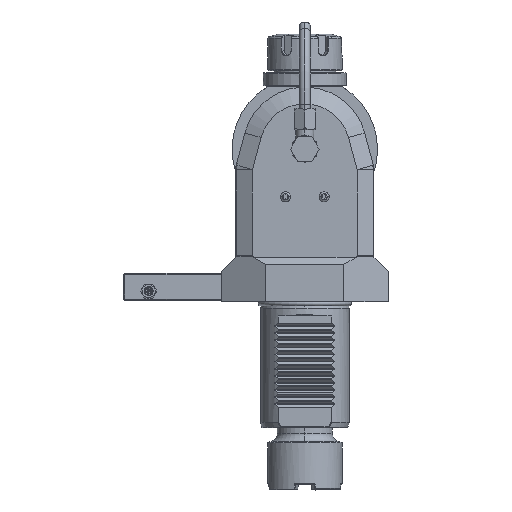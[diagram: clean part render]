
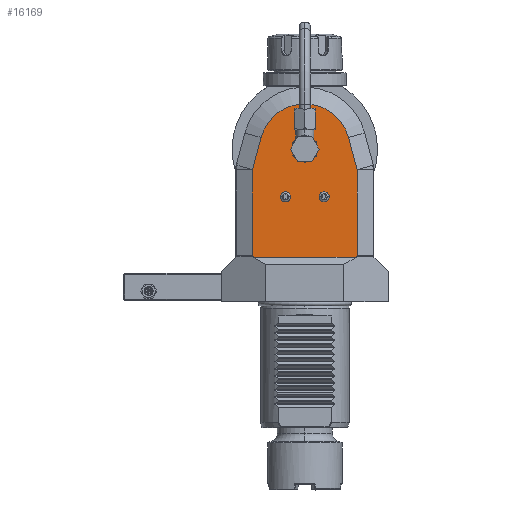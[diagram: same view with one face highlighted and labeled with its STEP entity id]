
A CAD part, top view. The second image highlights one B-rep face of the part: STEP entity #16169.
In plain terms, the highlighted planar face has unit normal (0, 0, 1).
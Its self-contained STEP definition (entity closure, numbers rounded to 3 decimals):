
#469=DIRECTION('',(0.,-1.,0.));
#470=VECTOR('',#469,0.714);
#471=CARTESIAN_POINT('',(-28.928,-60.286,40.));
#472=LINE('',#471,#470);
#481=DIRECTION('',(0.,-1.,0.));
#482=VECTOR('',#481,0.714);
#483=CARTESIAN_POINT('',(28.928,-60.286,40.));
#484=LINE('',#483,#482);
#513=DIRECTION('',(-1.,0.,0.));
#514=VECTOR('',#513,57.856);
#515=CARTESIAN_POINT('',(28.928,-61.,40.));
#516=LINE('',#515,#514);
#517=DIRECTION('',(0.894,-0.447,0.));
#518=VECTOR('',#517,0.639);
#519=CARTESIAN_POINT('',(-29.5,-60.,40.));
#520=LINE('',#519,#518);
#521=DIRECTION('',(0.,-1.,0.));
#522=VECTOR('',#521,48.363);
#523=CARTESIAN_POINT('',(-29.5,-11.637,40.));
#524=LINE('',#523,#522);
#525=CARTESIAN_POINT('',(-29.,-11.637,40.));
#526=DIRECTION('',(0.,0.,1.));
#527=DIRECTION('',(-0.966,0.259,0.));
#528=AXIS2_PLACEMENT_3D('',#525,#526,#527);
#530=DIRECTION('',(-0.259,-0.966,0.));
#531=VECTOR('',#530,18.746);
#532=CARTESIAN_POINT('',(-24.631,6.6,40.));
#533=LINE('',#532,#531);
#534=CARTESIAN_POINT('',(0.,0.,40.));
#535=DIRECTION('',(0.,0.,1.));
#536=DIRECTION('',(0.966,0.259,0.));
#537=AXIS2_PLACEMENT_3D('',#534,#535,#536);
#539=DIRECTION('',(-0.259,0.966,0.));
#540=VECTOR('',#539,18.746);
#541=CARTESIAN_POINT('',(29.483,-11.507,40.));
#542=LINE('',#541,#540);
#543=CARTESIAN_POINT('',(29.,-11.637,40.));
#544=DIRECTION('',(0.,0.,1.));
#545=DIRECTION('',(1.,0.,0.));
#546=AXIS2_PLACEMENT_3D('',#543,#544,#545);
#548=DIRECTION('',(0.,1.,0.));
#549=VECTOR('',#548,48.363);
#550=CARTESIAN_POINT('',(29.5,-60.,40.));
#551=LINE('',#550,#549);
#552=DIRECTION('',(0.894,0.447,0.));
#553=VECTOR('',#552,0.639);
#554=CARTESIAN_POINT('',(28.928,-60.286,40.));
#555=LINE('',#554,#553);
#556=CARTESIAN_POINT('',(0.,0.,40.));
#557=DIRECTION('',(0.,0.,1.));
#558=DIRECTION('',(1.,0.,0.));
#559=AXIS2_PLACEMENT_3D('',#556,#557,#558);
#561=CARTESIAN_POINT('',(0.,0.,40.));
#562=DIRECTION('',(0.,0.,1.));
#563=DIRECTION('',(-1.,0.,0.));
#564=AXIS2_PLACEMENT_3D('',#561,#562,#563);
#566=CARTESIAN_POINT('',(10.864,-26.888,40.));
#567=DIRECTION('',(0.,0.,1.));
#568=DIRECTION('',(-1.,0.,0.));
#569=AXIS2_PLACEMENT_3D('',#566,#567,#568);
#571=CARTESIAN_POINT('',(10.864,-26.888,40.));
#572=DIRECTION('',(0.,0.,1.));
#573=DIRECTION('',(1.,0.,0.));
#574=AXIS2_PLACEMENT_3D('',#571,#572,#573);
#576=CARTESIAN_POINT('',(-10.864,-26.888,40.));
#577=DIRECTION('',(0.,0.,1.));
#578=DIRECTION('',(-1.,0.,0.));
#579=AXIS2_PLACEMENT_3D('',#576,#577,#578);
#581=CARTESIAN_POINT('',(-10.864,-26.888,40.));
#582=DIRECTION('',(0.,0.,1.));
#583=DIRECTION('',(1.,0.,0.));
#584=AXIS2_PLACEMENT_3D('',#581,#582,#583);
#13893=CARTESIAN_POINT('',(24.631,6.6,40.));
#13894=CARTESIAN_POINT('',(-24.631,6.6,40.));
#13895=VERTEX_POINT('',#13893);
#13896=VERTEX_POINT('',#13894);
#13909=CARTESIAN_POINT('',(-29.483,-11.507,40.));
#13910=VERTEX_POINT('',#13909);
#13911=CARTESIAN_POINT('',(29.483,-11.507,40.));
#13912=VERTEX_POINT('',#13911);
#13913=CARTESIAN_POINT('',(-29.5,-11.637,40.));
#13914=VERTEX_POINT('',#13913);
#13915=CARTESIAN_POINT('',(29.5,-11.637,40.));
#13916=VERTEX_POINT('',#13915);
#13934=CARTESIAN_POINT('',(29.5,-60.,40.));
#13936=VERTEX_POINT('',#13934);
#13937=CARTESIAN_POINT('',(-29.5,-60.,40.));
#13939=VERTEX_POINT('',#13937);
#14251=CARTESIAN_POINT('',(-13.714,-26.888,40.));
#14252=CARTESIAN_POINT('',(-8.014,-26.888,40.));
#14253=VERTEX_POINT('',#14251);
#14254=VERTEX_POINT('',#14252);
#14287=CARTESIAN_POINT('',(8.014,-26.888,40.));
#14288=CARTESIAN_POINT('',(13.714,-26.888,40.));
#14289=VERTEX_POINT('',#14287);
#14290=VERTEX_POINT('',#14288);
#15047=CARTESIAN_POINT('',(6.5,0.,40.));
#15048=CARTESIAN_POINT('',(-6.5,0.,40.));
#15049=VERTEX_POINT('',#15047);
#15050=VERTEX_POINT('',#15048);
#15382=CARTESIAN_POINT('',(28.928,-60.286,40.));
#15383=VERTEX_POINT('',#15382);
#15384=CARTESIAN_POINT('',(-28.928,-60.286,40.));
#15385=VERTEX_POINT('',#15384);
#15478=CARTESIAN_POINT('',(-28.928,-61.,40.));
#15479=VERTEX_POINT('',#15478);
#15480=CARTESIAN_POINT('',(28.928,-61.,40.));
#15481=VERTEX_POINT('',#15480);
#16123=CARTESIAN_POINT('',(0.,0.,40.));
#16124=DIRECTION('',(0.,0.,1.));
#16125=DIRECTION('',(1.,0.,0.));
#16126=AXIS2_PLACEMENT_3D('',#16123,#16124,#16125);
#16127=PLANE('',#16126);
#16128=ORIENTED_EDGE('',*,*,#16074,.T.);
#16129=ORIENTED_EDGE('',*,*,#16059,.F.);
#16131=ORIENTED_EDGE('',*,*,#16130,.F.);
#16133=ORIENTED_EDGE('',*,*,#16132,.F.);
#16135=ORIENTED_EDGE('',*,*,#16134,.F.);
#16137=ORIENTED_EDGE('',*,*,#16136,.F.);
#16139=ORIENTED_EDGE('',*,*,#16138,.F.);
#16141=ORIENTED_EDGE('',*,*,#16140,.F.);
#16143=ORIENTED_EDGE('',*,*,#16142,.F.);
#16145=ORIENTED_EDGE('',*,*,#16144,.F.);
#16147=ORIENTED_EDGE('',*,*,#16146,.F.);
#16148=ORIENTED_EDGE('',*,*,#16087,.T.);
#16149=EDGE_LOOP('',(#16128,#16129,#16131,#16133,#16135,#16137,#16139,#16141,
#16143,#16145,#16147,#16148));
#16150=FACE_OUTER_BOUND('',#16149,.F.);
#16152=ORIENTED_EDGE('',*,*,#16151,.T.);
#16154=ORIENTED_EDGE('',*,*,#16153,.T.);
#16155=EDGE_LOOP('',(#16152,#16154));
#16156=FACE_BOUND('',#16155,.F.);
#16158=ORIENTED_EDGE('',*,*,#16157,.T.);
#16160=ORIENTED_EDGE('',*,*,#16159,.T.);
#16161=EDGE_LOOP('',(#16158,#16160));
#16162=FACE_BOUND('',#16161,.F.);
#16164=ORIENTED_EDGE('',*,*,#16163,.T.);
#16166=ORIENTED_EDGE('',*,*,#16165,.T.);
#16167=EDGE_LOOP('',(#16164,#16166));
#16168=FACE_BOUND('',#16167,.F.);
#529=CIRCLE('',#528,0.5);
#538=CIRCLE('',#537,25.5);
#547=CIRCLE('',#546,0.5);
#560=CIRCLE('',#559,6.5);
#565=CIRCLE('',#564,6.5);
#570=CIRCLE('',#569,2.85);
#575=CIRCLE('',#574,2.85);
#580=CIRCLE('',#579,2.85);
#585=CIRCLE('',#584,2.85);
#16059=EDGE_CURVE('',#15385,#15479,#472,.T.);
#16074=EDGE_CURVE('',#15481,#15479,#516,.T.);
#16087=EDGE_CURVE('',#15383,#15481,#484,.T.);
#16130=EDGE_CURVE('',#13939,#15385,#520,.T.);
#16132=EDGE_CURVE('',#13914,#13939,#524,.T.);
#16134=EDGE_CURVE('',#13910,#13914,#529,.T.);
#16136=EDGE_CURVE('',#13896,#13910,#533,.T.);
#16138=EDGE_CURVE('',#13895,#13896,#538,.T.);
#16140=EDGE_CURVE('',#13912,#13895,#542,.T.);
#16142=EDGE_CURVE('',#13916,#13912,#547,.T.);
#16144=EDGE_CURVE('',#13936,#13916,#551,.T.);
#16146=EDGE_CURVE('',#15383,#13936,#555,.T.);
#16151=EDGE_CURVE('',#15049,#15050,#560,.T.);
#16153=EDGE_CURVE('',#15050,#15049,#565,.T.);
#16157=EDGE_CURVE('',#14289,#14290,#570,.T.);
#16159=EDGE_CURVE('',#14290,#14289,#575,.T.);
#16163=EDGE_CURVE('',#14253,#14254,#580,.T.);
#16165=EDGE_CURVE('',#14254,#14253,#585,.T.);
#16169=ADVANCED_FACE('',(#16150,#16156,#16162,#16168),#16127,.T.);
